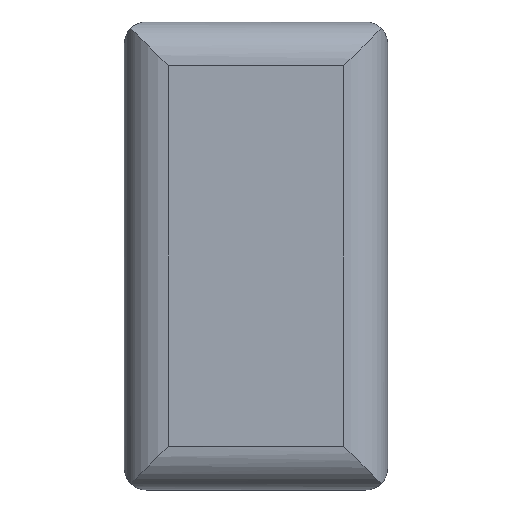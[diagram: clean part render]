
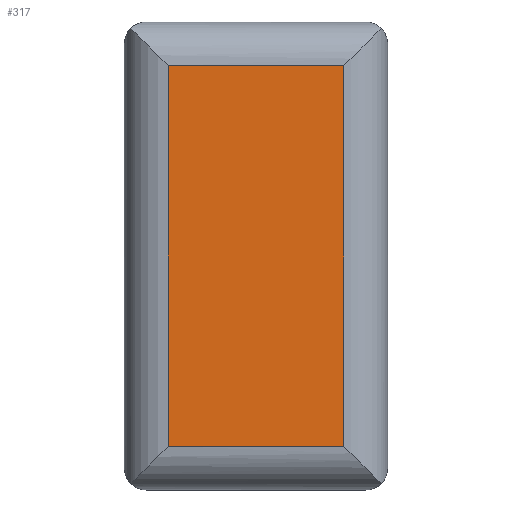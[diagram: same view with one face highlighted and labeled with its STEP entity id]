
A CAD part, front view. The second image highlights one B-rep face of the part: STEP entity #317.
In plain terms, the highlighted planar face has unit normal (0, -1, 0).
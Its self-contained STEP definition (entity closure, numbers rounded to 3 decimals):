
#5 = LINE ( 'NONE', #102, #98 ) ;
#15 = FACE_OUTER_BOUND ( 'NONE', #155, .T. ) ;
#19 = CARTESIAN_POINT ( 'NONE',  ( 0., -4., 0. ) ) ;
#29 = CARTESIAN_POINT ( 'NONE',  ( 9., -4., -13. ) ) ;
#90 = CARTESIAN_POINT ( 'NONE',  ( 6., -4., -13. ) ) ;
#96 = DIRECTION ( 'NONE',  ( 0., 0., -1. ) ) ;
#98 = VECTOR ( 'NONE', #415, 1000. ) ;
#102 = CARTESIAN_POINT ( 'NONE',  ( -6., -4., 16. ) ) ;
#105 = VECTOR ( 'NONE', #113, 1000. ) ;
#111 = DIRECTION ( 'NONE',  ( 1., 0., 0. ) ) ;
#113 = DIRECTION ( 'NONE',  ( -1., 0., 0. ) ) ;
#132 = VERTEX_POINT ( 'NONE', #421 ) ;
#137 = DIRECTION ( 'NONE',  ( 0., 1., 0. ) ) ;
#148 = CARTESIAN_POINT ( 'NONE',  ( -6., -4., -13. ) ) ;
#155 = EDGE_LOOP ( 'NONE', ( #168, #162, #427, #388 ) ) ;
#162 = ORIENTED_EDGE ( 'NONE', *, *, #390, .F. ) ;
#168 = ORIENTED_EDGE ( 'NONE', *, *, #196, .F. ) ;
#181 = EDGE_CURVE ( 'NONE', #441, #132, #435, .T. ) ;
#196 = EDGE_CURVE ( 'NONE', #294, #322, #512, .T. ) ;
#213 = AXIS2_PLACEMENT_3D ( 'NONE', #19, #137, #454 ) ;
#257 = CARTESIAN_POINT ( 'NONE',  ( -6., -4., 13. ) ) ;
#294 = VERTEX_POINT ( 'NONE', #90 ) ;
#317 = ADVANCED_FACE ( 'NONE', ( #15 ), #445, .F. ) ;
#322 = VERTEX_POINT ( 'NONE', #148 ) ;
#323 = EDGE_CURVE ( 'NONE', #322, #441, #5, .T. ) ;
#351 = CARTESIAN_POINT ( 'NONE',  ( 9., -4., 13. ) ) ;
#388 = ORIENTED_EDGE ( 'NONE', *, *, #323, .F. ) ;
#390 = EDGE_CURVE ( 'NONE', #132, #294, #495, .T. ) ;
#415 = DIRECTION ( 'NONE',  ( 0., 0., 1. ) ) ;
#421 = CARTESIAN_POINT ( 'NONE',  ( 6., -4., 13. ) ) ;
#427 = ORIENTED_EDGE ( 'NONE', *, *, #181, .F. ) ;
#435 = LINE ( 'NONE', #351, #438 ) ;
#438 = VECTOR ( 'NONE', #111, 1000. ) ;
#441 = VERTEX_POINT ( 'NONE', #257 ) ;
#445 = PLANE ( 'NONE',  #213 ) ;
#446 = VECTOR ( 'NONE', #96, 1000. ) ;
#447 = CARTESIAN_POINT ( 'NONE',  ( 6., -4., 16. ) ) ;
#454 = DIRECTION ( 'NONE',  ( 0., 0., 1. ) ) ;
#495 = LINE ( 'NONE', #447, #446 ) ;
#512 = LINE ( 'NONE', #29, #105 ) ;
